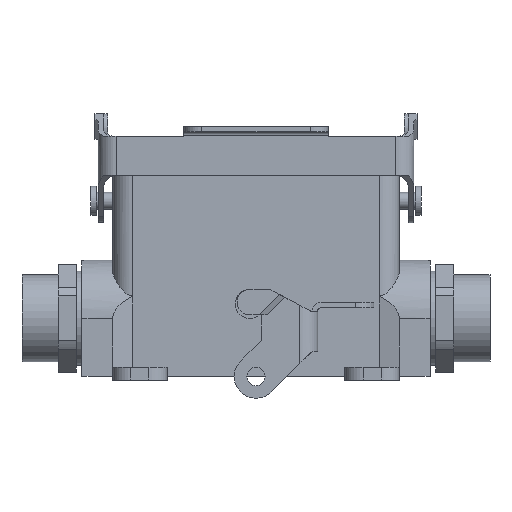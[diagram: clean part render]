
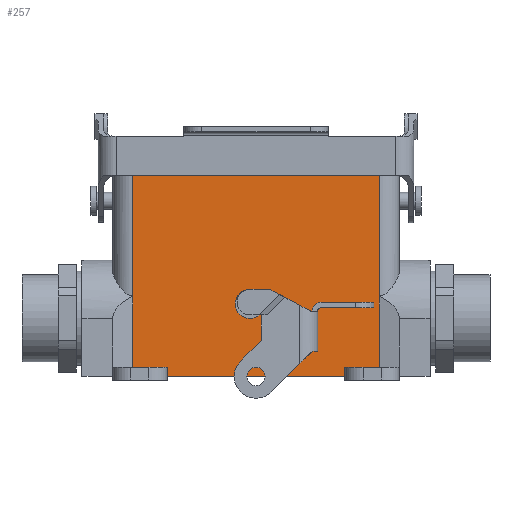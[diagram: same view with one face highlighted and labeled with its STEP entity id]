
A CAD part, front view. The second image highlights one B-rep face of the part: STEP entity #257.
In plain terms, the highlighted planar face has unit normal (0, -1, 0).
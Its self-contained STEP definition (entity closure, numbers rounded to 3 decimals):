
#257 = ADVANCED_FACE( '', ( #691 ), #692, .T. );
#691 = FACE_OUTER_BOUND( '', #1367, .T. );
#692 = PLANE( '', #1368 );
#1367 = EDGE_LOOP( '', ( #2066, #2067, #2068, #2069, #2070, #2071, #2072, #2073, #2074, #2075 ) );
#1368 = AXIS2_PLACEMENT_3D( '', #2076, #2077, #2078 );
#2066 = ORIENTED_EDGE( '', *, *, #3848, .T. );
#2067 = ORIENTED_EDGE( '', *, *, #3828, .F. );
#2068 = ORIENTED_EDGE( '', *, *, #3849, .F. );
#2069 = ORIENTED_EDGE( '', *, *, #3850, .F. );
#2070 = ORIENTED_EDGE( '', *, *, #3851, .T. );
#2071 = ORIENTED_EDGE( '', *, *, #3852, .T. );
#2072 = ORIENTED_EDGE( '', *, *, #3853, .F. );
#2073 = ORIENTED_EDGE( '', *, *, #3854, .T. );
#2074 = ORIENTED_EDGE( '', *, *, #3855, .F. );
#2075 = ORIENTED_EDGE( '', *, *, #3856, .F. );
#2076 = CARTESIAN_POINT( '', ( -34., -14.75, 56. ) );
#2077 = DIRECTION( '', ( 0., -1., 0. ) );
#2078 = DIRECTION( '', ( 0., 0., 1. ) );
#3828 = EDGE_CURVE( '', #4539, #4540, #4541, .T. );
#3848 = EDGE_CURVE( '', #4573, #4540, #4574, .T. );
#3849 = EDGE_CURVE( '', #4575, #4539, #4576, .T. );
#3850 = EDGE_CURVE( '', #4577, #4575, #4578, .T. );
#3851 = EDGE_CURVE( '', #4577, #4579, #4580, .T. );
#3852 = EDGE_CURVE( '', #4579, #4581, #4582, .T. );
#3853 = EDGE_CURVE( '', #4583, #4581, #4584, .T. );
#3854 = EDGE_CURVE( '', #4583, #4585, #4586, .T. );
#3855 = EDGE_CURVE( '', #4587, #4585, #4588, .T. );
#3856 = EDGE_CURVE( '', #4573, #4587, #4589, .T. );
#4539 = VERTEX_POINT( '', #5594 );
#4540 = VERTEX_POINT( '', #5595 );
#4541 = LINE( '', #5596, #5597 );
#4573 = VERTEX_POINT( '', #5637 );
#4574 = LINE( '', #5638, #5639 );
#4575 = VERTEX_POINT( '', #5640 );
#4576 = LINE( '', #5641, #5642 );
#4577 = VERTEX_POINT( '', #5643 );
#4578 = LINE( '', #5644, #5645 );
#4579 = VERTEX_POINT( '', #5646 );
#4580 = LINE( '', #5647, #5648 );
#4581 = VERTEX_POINT( '', #5649 );
#4582 = LINE( '', #5650, #5651 );
#4583 = VERTEX_POINT( '', #5652 );
#4584 = LINE( '', #5653, #5654 );
#4585 = VERTEX_POINT( '', #5655 );
#4586 = LINE( '', #5656, #5657 );
#4587 = VERTEX_POINT( '', #5658 );
#4588 = LINE( '', #5659, #5660 );
#4589 = LINE( '', #5661, #5662 );
#5594 = CARTESIAN_POINT( '', ( 34., -14.75, 22.2 ) );
#5595 = CARTESIAN_POINT( '', ( 34., -14.75, 2.5 ) );
#5596 = CARTESIAN_POINT( '', ( 34., -14.75, 75.472 ) );
#5597 = VECTOR( '', #7182, 1000. );
#5637 = CARTESIAN_POINT( '', ( 24.5, -14.75, 2.5 ) );
#5638 = CARTESIAN_POINT( '', ( 34., -14.75, 2.5 ) );
#5639 = VECTOR( '', #7209, 1000. );
#5640 = CARTESIAN_POINT( '', ( 34., -14.75, 56. ) );
#5641 = CARTESIAN_POINT( '', ( 34., -14.75, 56. ) );
#5642 = VECTOR( '', #7210, 1000. );
#5643 = CARTESIAN_POINT( '', ( -34., -14.75, 56. ) );
#5644 = CARTESIAN_POINT( '', ( -34., -14.75, 56. ) );
#5645 = VECTOR( '', #7211, 1000. );
#5646 = CARTESIAN_POINT( '', ( -34., -14.75, 22.2 ) );
#5647 = CARTESIAN_POINT( '', ( -34., -14.75, 56. ) );
#5648 = VECTOR( '', #7212, 1000. );
#5649 = CARTESIAN_POINT( '', ( -34., -14.75, 2.5 ) );
#5650 = CARTESIAN_POINT( '', ( -34., -14.75, 75.472 ) );
#5651 = VECTOR( '', #7213, 1000. );
#5652 = CARTESIAN_POINT( '', ( -24.5, -14.75, 2.5 ) );
#5653 = CARTESIAN_POINT( '', ( -34., -14.75, 2.5 ) );
#5654 = VECTOR( '', #7214, 1000. );
#5655 = CARTESIAN_POINT( '', ( -24.5, -14.75, 0. ) );
#5656 = CARTESIAN_POINT( '', ( -24.5, -14.75, 56. ) );
#5657 = VECTOR( '', #7215, 1000. );
#5658 = CARTESIAN_POINT( '', ( 24.5, -14.75, 0. ) );
#5659 = CARTESIAN_POINT( '', ( 0., -14.75, 0. ) );
#5660 = VECTOR( '', #7216, 1000. );
#5661 = CARTESIAN_POINT( '', ( 24.5, -14.75, 56. ) );
#5662 = VECTOR( '', #7217, 1000. );
#7182 = DIRECTION( '', ( 0., 0., -1. ) );
#7209 = DIRECTION( '', ( 1., 0., 0. ) );
#7210 = DIRECTION( '', ( 0., 0., -1. ) );
#7211 = DIRECTION( '', ( 1., 0., 0. ) );
#7212 = DIRECTION( '', ( 0., 0., -1. ) );
#7213 = DIRECTION( '', ( 0., 0., -1. ) );
#7214 = DIRECTION( '', ( -1., 0., 0. ) );
#7215 = DIRECTION( '', ( 0., 0., -1. ) );
#7216 = DIRECTION( '', ( -1., 0., 0. ) );
#7217 = DIRECTION( '', ( 0., 0., -1. ) );
